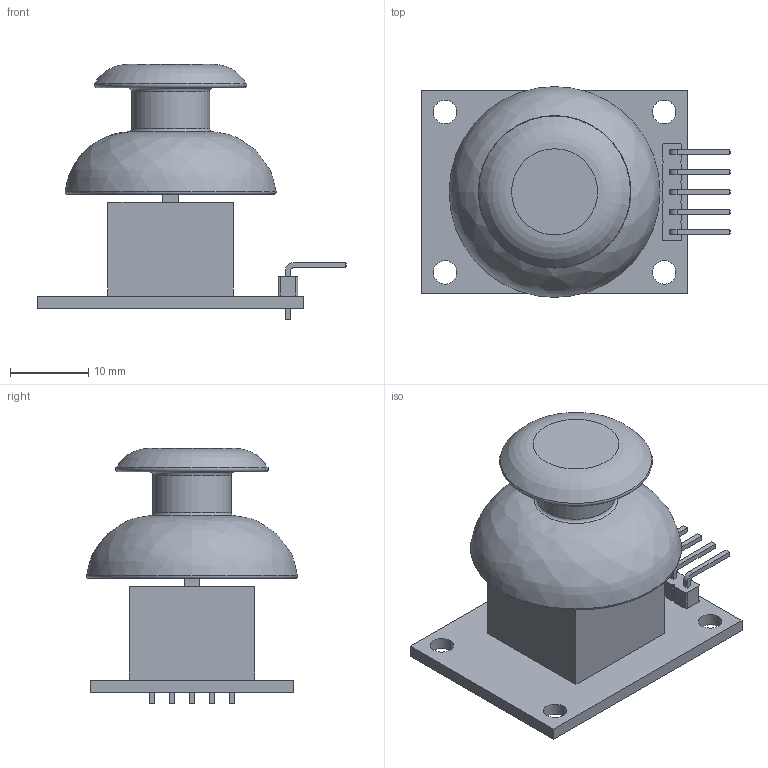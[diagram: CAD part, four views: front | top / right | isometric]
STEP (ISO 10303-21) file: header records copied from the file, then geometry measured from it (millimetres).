
FILE_DESCRIPTION(/* description */ (''),/* implementation_level */ '2;1');
FILE_NAME(/* name */ 'Arduino Joystick Module.step',/* time_stamp */ '2023-07-25T18:53:57+05:30',/* author */ (''),/* organization */ (''),/* preprocessor_version */ 'ST-DEVELOPER v20',/* originating_system */ 'Autodesk Translation Framework v12.9.0.99',/* authorisation */ '');
FILE_SCHEMA (('AUTOMOTIVE_DESIGN { 1 0 10303 214 3 1 1 }'));
Length unit declared in the file: millimetre
Products named in the file (6): Arduino Joystick Module ; Dummy_PCB; Pin Holder; 90 Degree Pin; Joystick Mechanism; Joystick Finger Tip
Assembly tree (9 placements, depth 2):
  Arduino Joystick Module 
    Dummy_PCB
    Pin Holder
    90 Degree Pin  x5
    Joystick Mechanism
    Joystick Finger Tip
Bounding box: 39.48 x 26.95 x 32.6 mm (x, y, z)
Volume: 9163.1 mm3; surface area: 5847.8 mm2
Topology: 9 solids, 9 shells, 204 faces, 527 edges, 344 vertices
Faces by surface type: plane 155, cylinder 43, torus 5, bspline 1
Full cylindrical faces by diameter (mm): 3 x4, 10 x1
Entity records: 4940 total; most frequent: CARTESIAN_POINT 852, DIRECTION 809, ORIENTED_EDGE 798, EDGE_CURVE 399, LINE 313, VECTOR 313, VERTEX_POINT 264, AXIS2_PLACEMENT_3D 248
